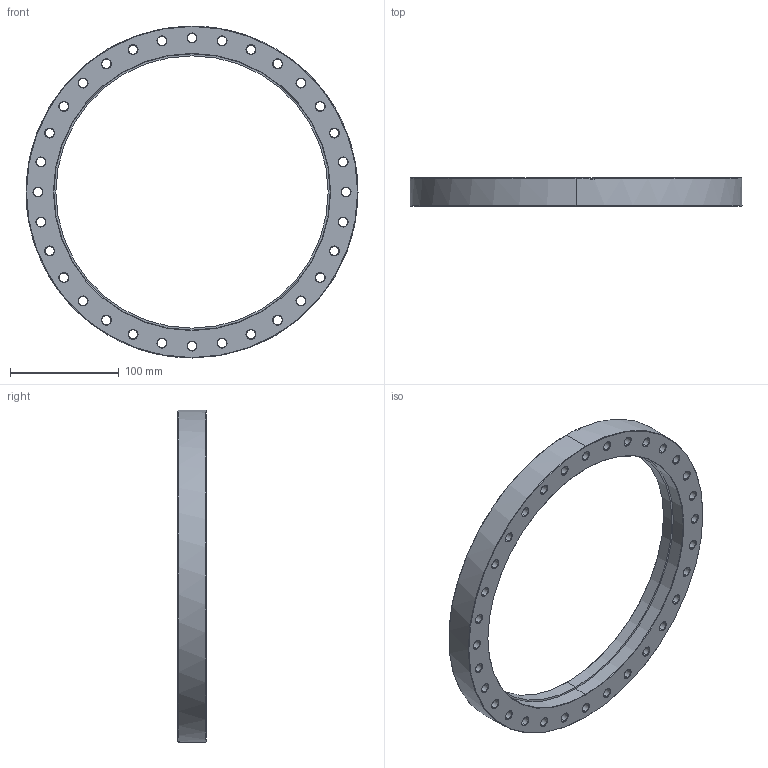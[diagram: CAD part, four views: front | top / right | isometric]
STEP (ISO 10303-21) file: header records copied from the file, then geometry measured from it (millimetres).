
FILE_DESCRIPTION (( 'STEP AP214' ), '1' );
FILE_NAME ('Hositrad_CF250-254-Weldflange.STEP', '2011-05-23T09:58:12', ( '' ), ( '' ), 'SwSTEP 2.0', 'SolidWorks 2011', '' );
FILE_SCHEMA (( 'AUTOMOTIVE_DESIGN' ));
Length unit declared in the file: millimetre
Products named in the file (1): Hositrad_CF250-254-Weldflange
Bounding box: 306 x 26 x 306 mm (x, y, z)
Volume: 548215.4 mm3; surface area: 112112.8 mm2
Topology: 1 solids, 1 shells, 233 faces, 545 edges, 317 vertices
Faces by surface type: cone 141, cylinder 79, plane 13
Entity records: 6834 total; most frequent: DIRECTION 1312, CARTESIAN_POINT 1145, ORIENTED_EDGE 1090, EDGE_CURVE 545, AXIS2_PLACEMENT_3D 540, VERTEX_POINT 317, CIRCLE 306, EDGE_LOOP 302
